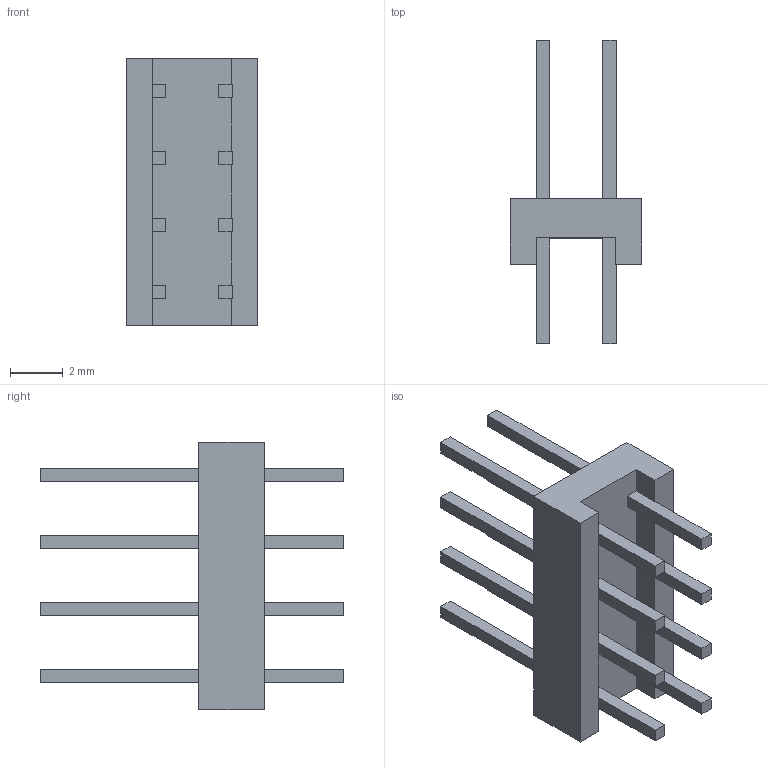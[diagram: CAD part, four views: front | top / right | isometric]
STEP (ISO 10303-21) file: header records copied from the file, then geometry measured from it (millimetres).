
FILE_DESCRIPTION (( 'STEP AP214' ), '1' );
FILE_NAME ('User Library-PLD-8.STEP', '2017-08-16T13:25:54', ( 'Windows User' ), ( '' ), 'SwSTEP 2.0', 'SolidWorks 2017', '' );
FILE_SCHEMA (( 'AUTOMOTIVE_DESIGN' ));
Length unit declared in the file: millimetre
Products named in the file (1): User Library-PLD-8
Bounding box: 5 x 11.5 x 10.16 mm (x, y, z)
Volume: 116.5 mm3; surface area: 347.6 mm2
Topology: 1 solids, 1 shells, 94 faces, 240 edges, 160 vertices
Faces by surface type: plane 94
Entity records: 3841 total; most frequent: CARTESIAN_POINT 495, ORIENTED_EDGE 480, DIRECTION 430, VECTOR 240, LINE 240, EDGE_CURVE 240, VERTEX_POINT 160, EDGE_LOOP 106
